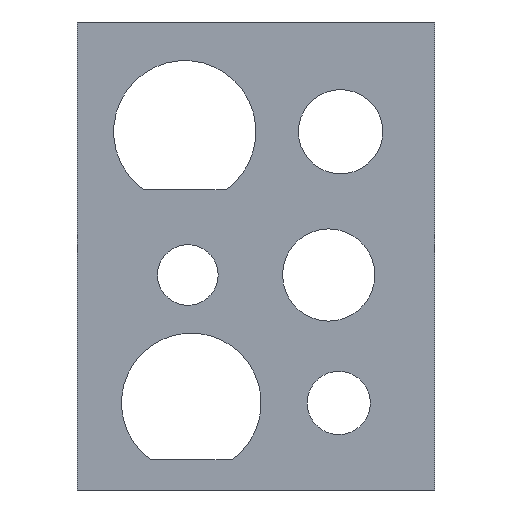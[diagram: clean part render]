
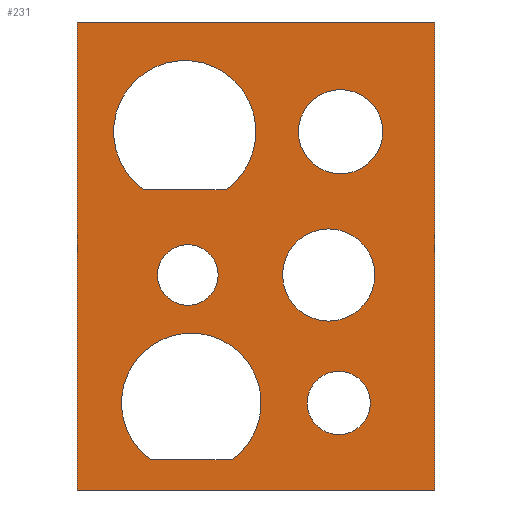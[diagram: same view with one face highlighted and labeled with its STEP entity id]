
A CAD part, front view. The second image highlights one B-rep face of the part: STEP entity #231.
In plain terms, the highlighted planar face has unit normal (0, -1, 0).
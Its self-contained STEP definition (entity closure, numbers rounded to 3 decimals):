
#12 = VECTOR ( 'NONE', #424, 1000. ) ;
#13 = CARTESIAN_POINT ( 'NONE',  ( -2.596, 0., 7.456 ) ) ;
#15 = DIRECTION ( 'NONE',  ( 0., 0., 1. ) ) ;
#19 = DIRECTION ( 'NONE',  ( -1., 0., 0. ) ) ;
#28 = DIRECTION ( 'NONE',  ( 0., 1., 0. ) ) ;
#29 = ORIENTED_EDGE ( 'NONE', *, *, #69, .T. ) ;
#37 = ORIENTED_EDGE ( 'NONE', *, *, #472, .T. ) ;
#39 = EDGE_CURVE ( 'NONE', #652, #119, #274, .T. ) ;
#42 = CARTESIAN_POINT ( 'NONE',  ( -8.508, 0., 9.056 ) ) ;
#50 = PLANE ( 'NONE',  #532 ) ;
#59 = DIRECTION ( 'NONE',  ( 0., 1., 0. ) ) ;
#69 = EDGE_CURVE ( 'NONE', #277, #484, #481, .T. ) ;
#71 = CARTESIAN_POINT ( 'NONE',  ( -3.047, 0., 5.37 ) ) ;
#72 = CIRCLE ( 'NONE', #643, 1.2 ) ;
#79 = CARTESIAN_POINT ( 'NONE',  ( -8.262, 0., -1.238 ) ) ;
#80 = ORIENTED_EDGE ( 'NONE', *, *, #39, .T. ) ;
#84 = CIRCLE ( 'NONE', #91, 1.15 ) ;
#89 = EDGE_LOOP ( 'NONE', ( #235, #176 ) ) ;
#91 = AXIS2_PLACEMENT_3D ( 'NONE', #475, #98, #429 ) ;
#93 = FACE_BOUND ( 'NONE', #419, .T. ) ;
#96 = EDGE_CURVE ( 'NONE', #356, #391, #224, .T. ) ;
#98 = DIRECTION ( 'NONE',  ( 0., 1., 0. ) ) ;
#99 = EDGE_CURVE ( 'NONE', #119, #652, #184, .T. ) ;
#102 = LINE ( 'NONE', #629, #12 ) ;
#106 = CARTESIAN_POINT ( 'NONE',  ( 0.984, 0., 13.22 ) ) ;
#114 = VECTOR ( 'NONE', #174, 1000. ) ;
#115 = CIRCLE ( 'NONE', #264, 2.65 ) ;
#118 = DIRECTION ( 'NONE',  ( 0., 0., 1. ) ) ;
#119 = VERTEX_POINT ( 'NONE', #71 ) ;
#120 = LINE ( 'NONE', #602, #333 ) ;
#122 = VERTEX_POINT ( 'NONE', #386 ) ;
#124 = DIRECTION ( 'NONE',  ( 0., 0., 1. ) ) ;
#128 = EDGE_CURVE ( 'NONE', #601, #587, #546, .T. ) ;
#137 = VERTEX_POINT ( 'NONE', #282 ) ;
#149 = AXIS2_PLACEMENT_3D ( 'NONE', #586, #630, #163 ) ;
#157 = AXIS2_PLACEMENT_3D ( 'NONE', #42, #509, #669 ) ;
#162 = DIRECTION ( 'NONE',  ( 0., 1., 0. ) ) ;
#163 = DIRECTION ( 'NONE',  ( 0., 0., 1. ) ) ;
#164 = EDGE_CURVE ( 'NONE', #342, #660, #269, .T. ) ;
#168 = LINE ( 'NONE', #534, #218 ) ;
#169 = DIRECTION ( 'NONE',  ( 0., 0., 1. ) ) ;
#173 = DIRECTION ( 'NONE',  ( 0., 1., 0. ) ) ;
#174 = DIRECTION ( 'NONE',  ( 0., 0., 1. ) ) ;
#176 = ORIENTED_EDGE ( 'NONE', *, *, #658, .T. ) ;
#180 = CIRCLE ( 'NONE', #569, 1.15 ) ;
#184 = CIRCLE ( 'NONE', #500, 1.75 ) ;
#187 = EDGE_LOOP ( 'NONE', ( #604, #605 ) ) ;
#200 = CARTESIAN_POINT ( 'NONE',  ( -12.598, 0., 13.22 ) ) ;
#203 = CARTESIAN_POINT ( 'NONE',  ( -2.667, 0., -2.438 ) ) ;
#205 = FACE_BOUND ( 'NONE', #307, .T. ) ;
#207 = DIRECTION ( 'NONE',  ( 0., 0., 1. ) ) ;
#212 = FACE_BOUND ( 'NONE', #89, .T. ) ;
#213 = CARTESIAN_POINT ( 'NONE',  ( -2.596, 0., 10.656 ) ) ;
#218 = VECTOR ( 'NONE', #436, 1000. ) ;
#219 = DIRECTION ( 'NONE',  ( -1., 0., 0. ) ) ;
#224 = LINE ( 'NONE', #276, #670 ) ;
#225 = ORIENTED_EDGE ( 'NONE', *, *, #303, .F. ) ;
#231 = ADVANCED_FACE ( 'NONE', ( #212, #519, #205, #584, #628, #93, #251 ), #50, .F. ) ;
#233 = VERTEX_POINT ( 'NONE', #106 ) ;
#235 = ORIENTED_EDGE ( 'NONE', *, *, #672, .T. ) ;
#243 = DIRECTION ( 'NONE',  ( 0., 0., 1. ) ) ;
#248 = CARTESIAN_POINT ( 'NONE',  ( -8.395, 0., 4.77 ) ) ;
#251 = FACE_BOUND ( 'NONE', #187, .T. ) ;
#264 = AXIS2_PLACEMENT_3D ( 'NONE', #79, #285, #169 ) ;
#269 = CIRCLE ( 'NONE', #157, 2.7 ) ;
#273 = CARTESIAN_POINT ( 'NONE',  ( -2.667, 0., -1.238 ) ) ;
#274 = CIRCLE ( 'NONE', #335, 1.75 ) ;
#276 = CARTESIAN_POINT ( 'NONE',  ( -12.598, 0., -4.541 ) ) ;
#277 = VERTEX_POINT ( 'NONE', #13 ) ;
#280 = CARTESIAN_POINT ( 'NONE',  ( -2.667, 0., -1.238 ) ) ;
#282 = CARTESIAN_POINT ( 'NONE',  ( -8.395, 0., 2.47 ) ) ;
#283 = EDGE_LOOP ( 'NONE', ( #355, #340 ) ) ;
#285 = DIRECTION ( 'NONE',  ( 0., 1., 0. ) ) ;
#290 = CARTESIAN_POINT ( 'NONE',  ( -6.713, 0., -3.388 ) ) ;
#292 = EDGE_LOOP ( 'NONE', ( #225, #595, #490, #508 ) ) ;
#303 = EDGE_CURVE ( 'NONE', #391, #370, #487, .T. ) ;
#307 = EDGE_LOOP ( 'NONE', ( #388, #37 ) ) ;
#310 = VECTOR ( 'NONE', #501, 1000. ) ;
#311 = EDGE_CURVE ( 'NONE', #370, #233, #168, .T. ) ;
#333 = VECTOR ( 'NONE', #19, 1000. ) ;
#335 = AXIS2_PLACEMENT_3D ( 'NONE', #408, #458, #518 ) ;
#340 = ORIENTED_EDGE ( 'NONE', *, *, #341, .T. ) ;
#341 = EDGE_CURVE ( 'NONE', #587, #601, #72, .T. ) ;
#342 = VERTEX_POINT ( 'NONE', #372 ) ;
#355 = ORIENTED_EDGE ( 'NONE', *, *, #128, .T. ) ;
#356 = VERTEX_POINT ( 'NONE', #565 ) ;
#363 = CIRCLE ( 'NONE', #625, 1.6 ) ;
#370 = VERTEX_POINT ( 'NONE', #200 ) ;
#372 = CARTESIAN_POINT ( 'NONE',  ( -10.073, 0., 6.856 ) ) ;
#382 = EDGE_CURVE ( 'NONE', #484, #277, #363, .T. ) ;
#386 = CARTESIAN_POINT ( 'NONE',  ( -9.811, 0., -3.388 ) ) ;
#388 = ORIENTED_EDGE ( 'NONE', *, *, #164, .T. ) ;
#391 = VERTEX_POINT ( 'NONE', #622 ) ;
#395 = VERTEX_POINT ( 'NONE', #290 ) ;
#406 = EDGE_CURVE ( 'NONE', #233, #356, #467, .T. ) ;
#407 = CARTESIAN_POINT ( 'NONE',  ( -2.596, 0., 9.056 ) ) ;
#408 = CARTESIAN_POINT ( 'NONE',  ( -3.047, 0., 3.62 ) ) ;
#413 = CARTESIAN_POINT ( 'NONE',  ( 0.984, 0., -4.541 ) ) ;
#419 = EDGE_LOOP ( 'NONE', ( #80, #503 ) ) ;
#424 = DIRECTION ( 'NONE',  ( -1., 0., 0. ) ) ;
#427 = EDGE_LOOP ( 'NONE', ( #29, #502 ) ) ;
#429 = DIRECTION ( 'NONE',  ( 0., 0., 1. ) ) ;
#433 = CARTESIAN_POINT ( 'NONE',  ( -6.943, 0., 6.856 ) ) ;
#436 = DIRECTION ( 'NONE',  ( 1., 0., 0. ) ) ;
#453 = VERTEX_POINT ( 'NONE', #248 ) ;
#458 = DIRECTION ( 'NONE',  ( 0., 1., 0. ) ) ;
#467 = LINE ( 'NONE', #413, #310 ) ;
#472 = EDGE_CURVE ( 'NONE', #660, #342, #102, .T. ) ;
#475 = CARTESIAN_POINT ( 'NONE',  ( -8.395, 0., 3.62 ) ) ;
#481 = CIRCLE ( 'NONE', #149, 1.6 ) ;
#484 = VERTEX_POINT ( 'NONE', #213 ) ;
#487 = LINE ( 'NONE', #638, #114 ) ;
#490 = ORIENTED_EDGE ( 'NONE', *, *, #406, .F. ) ;
#492 = CARTESIAN_POINT ( 'NONE',  ( -3.047, 0., 1.87 ) ) ;
#495 = EDGE_CURVE ( 'NONE', #137, #453, #84, .T. ) ;
#500 = AXIS2_PLACEMENT_3D ( 'NONE', #645, #173, #118 ) ;
#501 = DIRECTION ( 'NONE',  ( 0., 0., -1. ) ) ;
#502 = ORIENTED_EDGE ( 'NONE', *, *, #382, .T. ) ;
#503 = ORIENTED_EDGE ( 'NONE', *, *, #99, .T. ) ;
#508 = ORIENTED_EDGE ( 'NONE', *, *, #311, .F. ) ;
#509 = DIRECTION ( 'NONE',  ( 0., 1., 0. ) ) ;
#518 = DIRECTION ( 'NONE',  ( 0., 0., 1. ) ) ;
#519 = FACE_OUTER_BOUND ( 'NONE', #292, .T. ) ;
#520 = CARTESIAN_POINT ( 'NONE',  ( -8.395, 0., 3.62 ) ) ;
#528 = CARTESIAN_POINT ( 'NONE',  ( 0., 0., 0. ) ) ;
#532 = AXIS2_PLACEMENT_3D ( 'NONE', #528, #59, #581 ) ;
#534 = CARTESIAN_POINT ( 'NONE',  ( -12.598, 0., 13.22 ) ) ;
#546 = CIRCLE ( 'NONE', #637, 1.2 ) ;
#548 = EDGE_CURVE ( 'NONE', #453, #137, #180, .T. ) ;
#565 = CARTESIAN_POINT ( 'NONE',  ( 0.984, 0., -4.541 ) ) ;
#569 = AXIS2_PLACEMENT_3D ( 'NONE', #520, #162, #207 ) ;
#581 = DIRECTION ( 'NONE',  ( 0., 0., 1. ) ) ;
#584 = FACE_BOUND ( 'NONE', #427, .T. ) ;
#586 = CARTESIAN_POINT ( 'NONE',  ( -2.596, 0., 9.056 ) ) ;
#587 = VERTEX_POINT ( 'NONE', #641 ) ;
#595 = ORIENTED_EDGE ( 'NONE', *, *, #96, .F. ) ;
#600 = DIRECTION ( 'NONE',  ( 0., 1., 0. ) ) ;
#601 = VERTEX_POINT ( 'NONE', #203 ) ;
#602 = CARTESIAN_POINT ( 'NONE',  ( -9.811, 0., -3.388 ) ) ;
#604 = ORIENTED_EDGE ( 'NONE', *, *, #495, .T. ) ;
#605 = ORIENTED_EDGE ( 'NONE', *, *, #548, .T. ) ;
#622 = CARTESIAN_POINT ( 'NONE',  ( -12.598, 0., -4.541 ) ) ;
#625 = AXIS2_PLACEMENT_3D ( 'NONE', #407, #627, #243 ) ;
#627 = DIRECTION ( 'NONE',  ( 0., 1., 0. ) ) ;
#628 = FACE_BOUND ( 'NONE', #283, .T. ) ;
#629 = CARTESIAN_POINT ( 'NONE',  ( -6.943, 0., 6.856 ) ) ;
#630 = DIRECTION ( 'NONE',  ( 0., 1., 0. ) ) ;
#637 = AXIS2_PLACEMENT_3D ( 'NONE', #273, #600, #124 ) ;
#638 = CARTESIAN_POINT ( 'NONE',  ( -12.598, 0., -4.541 ) ) ;
#641 = CARTESIAN_POINT ( 'NONE',  ( -2.667, 0., -0.038 ) ) ;
#643 = AXIS2_PLACEMENT_3D ( 'NONE', #280, #28, #15 ) ;
#645 = CARTESIAN_POINT ( 'NONE',  ( -3.047, 0., 3.62 ) ) ;
#652 = VERTEX_POINT ( 'NONE', #492 ) ;
#658 = EDGE_CURVE ( 'NONE', #395, #122, #120, .T. ) ;
#660 = VERTEX_POINT ( 'NONE', #433 ) ;
#669 = DIRECTION ( 'NONE',  ( 0., 0., 1. ) ) ;
#670 = VECTOR ( 'NONE', #219, 1000. ) ;
#672 = EDGE_CURVE ( 'NONE', #122, #395, #115, .T. ) ;
